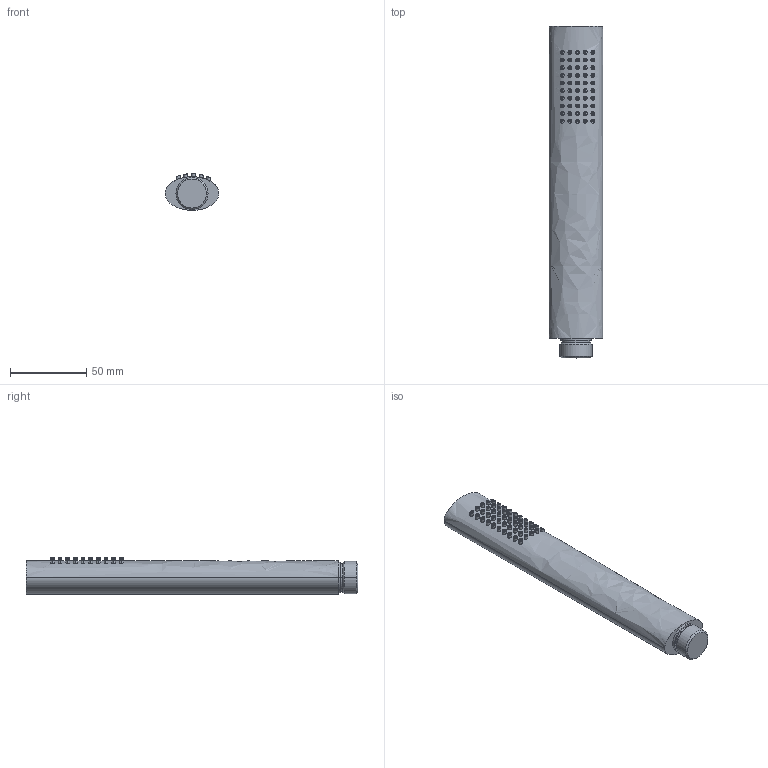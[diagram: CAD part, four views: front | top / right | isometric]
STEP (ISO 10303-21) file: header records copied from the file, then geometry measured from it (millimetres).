
FILE_DESCRIPTION((''),'2;1');
FILE_NAME('ZDOC078CR','2021-11-15T08:33:22',('ut3'),('PAFFONI SpA'),'CREO PARAMETRIC BY PTC INC, 2020044','CREO PARAMETRIC BY PTC INC, 2020044','');
FILE_SCHEMA(('CONFIG_CONTROL_DESIGN','SHAPE_APPEARANCE_LAYERS_GROUPS'));
Length unit declared in the file: millimetre
Products named in the file (1): ZDOC078CR
Bounding box: 35 x 217 x 23.99 mm (x, y, z)
Volume: 128044.5 mm3; surface area: 21790.8 mm2
Topology: 1 solids, 1 shells, 317 faces, 632 edges, 420 vertices
Faces by surface type: cylinder 206, extrusion 102, plane 5, cone 4
Entity records: 13846 total; most frequent: CARTESIAN_POINT 5021, ORIENTED_EDGE 1264, DIRECTION 980, EDGE_CURVE 632, VERTEX_POINT 420, EDGE_LOOP 420, PRESENTATION_STYLE_ASSIGNMENT 419, STYLED_ITEM 419
